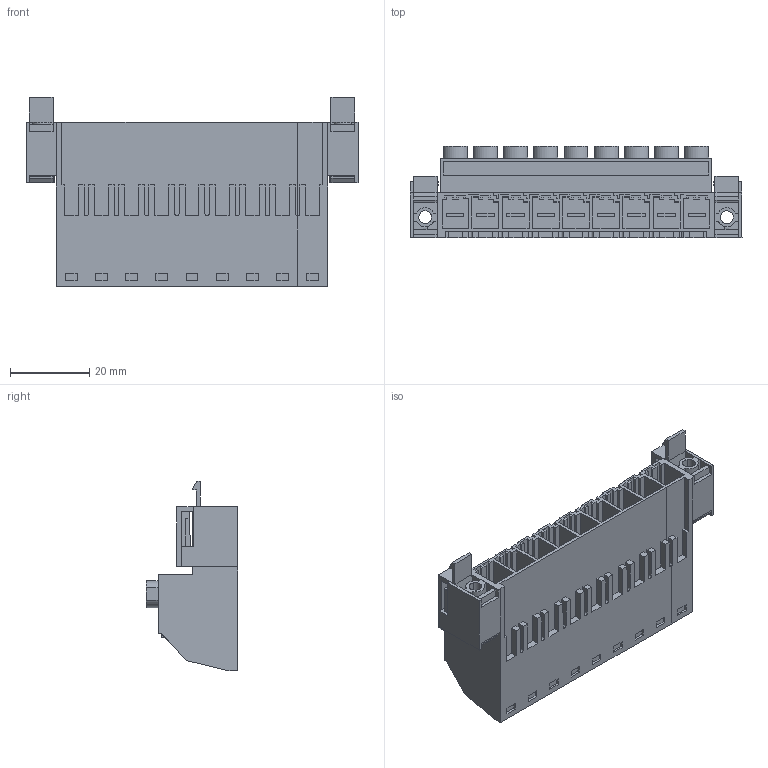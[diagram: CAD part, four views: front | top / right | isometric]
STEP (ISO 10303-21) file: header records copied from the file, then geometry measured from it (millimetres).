
FILE_DESCRIPTION(('CATIA V5 STEP Exchange','CAx-IF Rec.Pracs.--- Model Styling and Organization---1.4--- 2014-01-23'),'2;1');
FILE_NAME ('D1561355_0_1950950000_1950950000.stp','2023-02-01T13:13:31+00:00',('none'),('Weidmueller'),'CATIA Version 5-6 Release 2016 SP3 HF44','CATIA V5 STEP AP214','none');
FILE_SCHEMA(('AUTOMOTIVE_DESIGN { 1 0 10303 214 1 1 1 1 }'));
Length unit declared in the file: millimetre
Products named in the file (1): 1950950000
Bounding box: 83.82 x 23.1 x 47.75 mm (x, y, z)
Volume: 30683.4 mm3; surface area: 24782.3 mm2
Topology: 23 solids, 23 shells, 907 faces, 2479 edges, 1660 vertices
Faces by surface type: plane 834, cylinder 73
Entity records: 27026 total; most frequent: ORIENTED_EDGE 4958, CARTESIAN_POINT 4792, DIRECTION 3510, EDGE_CURVE 2479, VECTOR 2264, LINE 2264, VERTEX_POINT 1660, EDGE_LOOP 957
